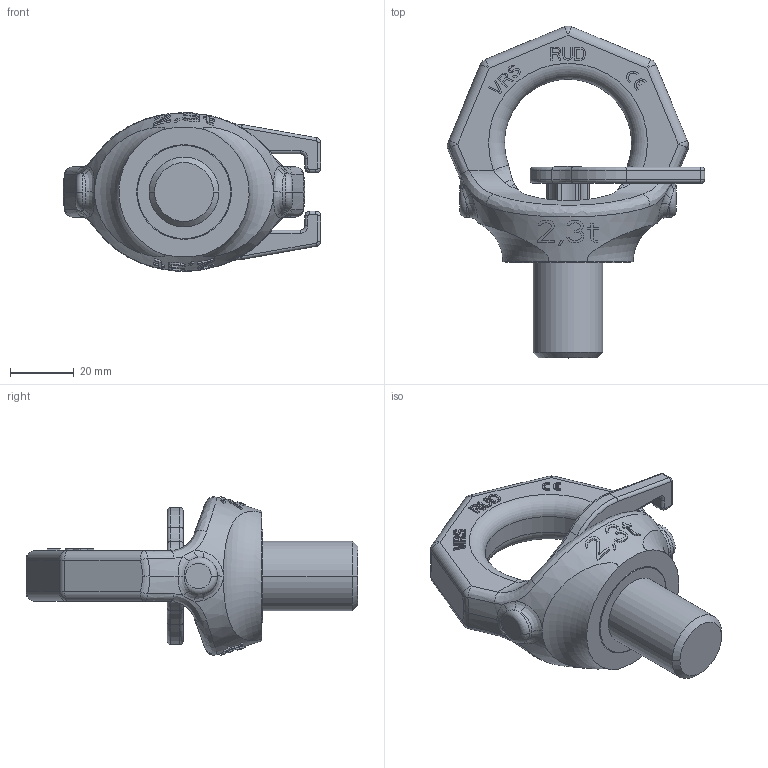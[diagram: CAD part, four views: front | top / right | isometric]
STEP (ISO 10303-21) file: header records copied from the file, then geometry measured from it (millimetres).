
FILE_DESCRIPTION((''),'2;1');
FILE_NAME('001-M35308-P-6_ASM','2018-08-21T',('Andreas.Wendler'),(''),'PRO/ENGINEER BY PARAMETRIC TECHNOLOGY CORPORATION, 2011490','PRO/ENGINEER BY PARAMETRIC TECHNOLOGY CORPORATION, 2011490','');
FILE_SCHEMA(('CONFIG_CONTROL_DESIGN'));
Length unit declared in the file: millimetre
Products named in the file (4): 001-M35308-P-1; 001-M32451-P-1; 001-M33193-P-1; 001-M35308-P-6_ASM
Assembly tree (3 placements, depth 2):
  001-M35308-P-6_ASM
    001-M35308-P-1
    001-M32451-P-1
    001-M33193-P-1
Bounding box: 80.98 x 104.44 x 49.87 mm (x, y, z)
Volume: 81560.7 mm3; surface area: 24821.2 mm2
Topology: 3 solids, 3 shells, 757 faces, 2054 edges, 1331 vertices
Faces by surface type: plane 571, cylinder 76, bspline 70, torus 28, sphere 10, cone 2
Entity records: 28592 total; most frequent: CARTESIAN_POINT 10572, ORIENTED_EDGE 4108, DIRECTION 3141, EDGE_CURVE 2054, VERTEX_POINT 1331, VECTOR 1259, LINE 1259, AXIS2_PLACEMENT_3D 941
